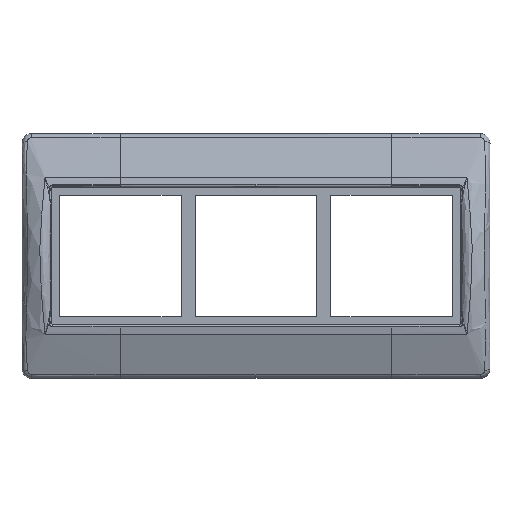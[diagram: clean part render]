
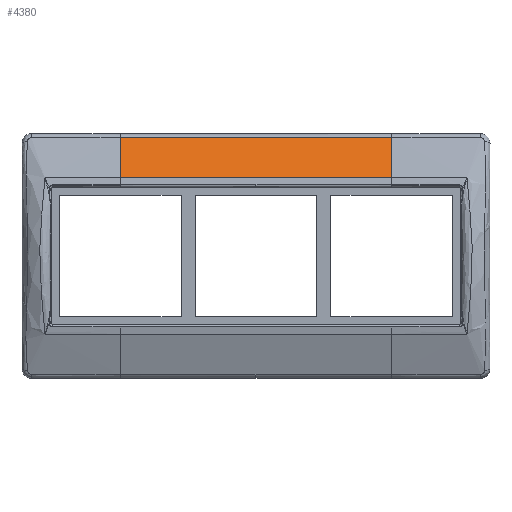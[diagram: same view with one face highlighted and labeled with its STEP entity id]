
A CAD part, top view. The second image highlights one B-rep face of the part: STEP entity #4380.
In plain terms, the highlighted free-form (B-spline) face has degree [5, 1] with [11, 2] control points.
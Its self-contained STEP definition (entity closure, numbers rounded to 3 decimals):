
#173 = CARTESIAN_POINT ( 'NONE',  ( 0., 26.064, 5.396 ) ) ;
#545 = CARTESIAN_POINT ( 'NONE',  ( -90.4, 34.255, 2.74 ) ) ;
#791 = CARTESIAN_POINT ( 'NONE',  ( -90.4, 26.064, 5.396 ) ) ;
#1194 = B_SPLINE_SURFACE_WITH_KNOTS ( 'NONE', 5, 1, ( 
 ( #16920, #16751 ),
 ( #16718, #16683 ),
 ( #16660, #16657 ),
 ( #16636, #16631 ),
 ( #16580, #16546 ),
 ( #16520, #16494 ),
 ( #16490, #16469 ),
 ( #16462, #16406 ),
 ( #16368, #16343 ),
 ( #16316, #16290 ),
 ( #16259, #16238 ) ),
 .UNSPECIFIED., .F., .F., .F.,
 ( 6, 5, 6 ),
 ( 2, 2 ),
 ( 0.001, 20.084, 20.084 ),
 ( 0., 1. ),
 .UNSPECIFIED. ) ;
#2129 = CARTESIAN_POINT ( 'NONE',  ( 0., 26.064, 5.396 ) ) ;
#2522 = CARTESIAN_POINT ( 'NONE',  ( -90.4, 28.828, 4.614 ) ) ;
#3636 = ORIENTED_EDGE ( 'NONE', *, *, #12088, .T. ) ;
#4106 = CARTESIAN_POINT ( 'NONE',  ( 0., 28.828, 4.614 ) ) ;
#4380 = ADVANCED_FACE ( 'NONE', ( #12645 ), #1194, .T. ) ;
#4488 = CARTESIAN_POINT ( 'NONE',  ( -90.4, 26.064, 5.396 ) ) ;
#5930 = LINE ( 'NONE', #12023, #9536 ) ;
#6122 = CARTESIAN_POINT ( 'NONE',  ( 0., 34.255, 2.74 ) ) ;
#6313 = EDGE_CURVE ( 'NONE', #18126, #11534, #5930, .T. ) ;
#6493 = CARTESIAN_POINT ( 'NONE',  ( -90.4, 26.064, 5.396 ) ) ;
#8044 = CARTESIAN_POINT ( 'NONE',  ( 0., 39.509, 0.46 ) ) ;
#8338 = DIRECTION ( 'NONE',  ( -1., 0., 0. ) ) ;
#8410 = CARTESIAN_POINT ( 'NONE',  ( -90.4, 26.064, 5.396 ) ) ;
#9536 = VECTOR ( 'NONE', #8338, 1000. ) ;
#10258 = CARTESIAN_POINT ( 'NONE',  ( 0., 26.064, 5.396 ) ) ;
#10322 = EDGE_LOOP ( 'NONE', ( #18434, #3636, #17276, #11114 ) ) ;
#11114 = ORIENTED_EDGE ( 'NONE', *, *, #11150, .T. ) ;
#11150 = EDGE_CURVE ( 'NONE', #14551, #18126, #20243, .T. ) ;
#11534 = VERTEX_POINT ( 'NONE', #22294 ) ;
#12023 = CARTESIAN_POINT ( 'NONE',  ( 0., 39.509, 0.46 ) ) ;
#12088 = EDGE_CURVE ( 'NONE', #11534, #20467, #17527, .T. ) ;
#12645 = FACE_OUTER_BOUND ( 'NONE', #10322, .T. ) ;
#13794 = CARTESIAN_POINT ( 'NONE',  ( 0., 26.064, 5.396 ) ) ;
#13919 = CARTESIAN_POINT ( 'NONE',  ( 0., 39.509, 0.46 ) ) ;
#14164 = CARTESIAN_POINT ( 'NONE',  ( -90.4, 31.56, 3.729 ) ) ;
#14551 = VERTEX_POINT ( 'NONE', #24990 ) ;
#15682 = CARTESIAN_POINT ( 'NONE',  ( 0., 26.064, 5.396 ) ) ;
#15769 = CARTESIAN_POINT ( 'NONE',  ( 0., 26.064, 5.396 ) ) ;
#16077 = CARTESIAN_POINT ( 'NONE',  ( -90.4, 36.906, 1.649 ) ) ;
#16161 = CARTESIAN_POINT ( 'NONE',  ( -90.4, 26.064, 5.396 ) ) ;
#16238 = CARTESIAN_POINT ( 'NONE',  ( 0., 26.064, 5.396 ) ) ;
#16259 = CARTESIAN_POINT ( 'NONE',  ( -90.4, 26.064, 5.396 ) ) ;
#16290 = CARTESIAN_POINT ( 'NONE',  ( 0., 26.064, 5.396 ) ) ;
#16316 = CARTESIAN_POINT ( 'NONE',  ( -90.4, 26.064, 5.396 ) ) ;
#16343 = CARTESIAN_POINT ( 'NONE',  ( 0., 26.064, 5.396 ) ) ;
#16368 = CARTESIAN_POINT ( 'NONE',  ( -90.4, 26.064, 5.396 ) ) ;
#16406 = CARTESIAN_POINT ( 'NONE',  ( 0., 26.064, 5.396 ) ) ;
#16462 = CARTESIAN_POINT ( 'NONE',  ( -90.4, 26.064, 5.396 ) ) ;
#16469 = CARTESIAN_POINT ( 'NONE',  ( 0., 26.064, 5.396 ) ) ;
#16490 = CARTESIAN_POINT ( 'NONE',  ( -90.4, 26.064, 5.396 ) ) ;
#16494 = CARTESIAN_POINT ( 'NONE',  ( 0., 26.064, 5.396 ) ) ;
#16520 = CARTESIAN_POINT ( 'NONE',  ( -90.4, 26.064, 5.396 ) ) ;
#16546 = CARTESIAN_POINT ( 'NONE',  ( 0., 28.828, 4.614 ) ) ;
#16580 = CARTESIAN_POINT ( 'NONE',  ( -90.4, 28.828, 4.614 ) ) ;
#16631 = CARTESIAN_POINT ( 'NONE',  ( 0., 31.56, 3.729 ) ) ;
#16636 = CARTESIAN_POINT ( 'NONE',  ( -90.4, 31.56, 3.729 ) ) ;
#16657 = CARTESIAN_POINT ( 'NONE',  ( 0., 34.255, 2.74 ) ) ;
#16660 = CARTESIAN_POINT ( 'NONE',  ( -90.4, 34.255, 2.74 ) ) ;
#16683 = CARTESIAN_POINT ( 'NONE',  ( 0., 36.906, 1.649 ) ) ;
#16718 = CARTESIAN_POINT ( 'NONE',  ( -90.4, 36.906, 1.649 ) ) ;
#16751 = CARTESIAN_POINT ( 'NONE',  ( 0., 39.509, 0.46 ) ) ;
#16920 = CARTESIAN_POINT ( 'NONE',  ( -90.4, 39.509, 0.46 ) ) ;
#17276 = ORIENTED_EDGE ( 'NONE', *, *, #22118, .T. ) ;
#17527 = B_SPLINE_CURVE_WITH_KNOTS ( 'NONE', 5,
 ( #18050, #16077, #545, #14164, #2522, #16161, #4488, #18132, #6493, #20037, #8410 ),
 .UNSPECIFIED., .F., .F.,
 ( 6, 5, 6 ),
 ( 0., 1., 1. ),
 .UNSPECIFIED. ) ;
#17608 = B_SPLINE_CURVE_WITH_KNOTS ( 'NONE', 1,
 ( #23776, #10258 ),
 .UNSPECIFIED., .F., .F.,
 ( 2, 2 ),
 ( 0., 1. ),
 .UNSPECIFIED. ) ;
#17757 = CARTESIAN_POINT ( 'NONE',  ( 0., 31.56, 3.729 ) ) ;
#18050 = CARTESIAN_POINT ( 'NONE',  ( -90.4, 39.509, 0.46 ) ) ;
#18126 = VERTEX_POINT ( 'NONE', #13919 ) ;
#18132 = CARTESIAN_POINT ( 'NONE',  ( -90.4, 26.064, 5.396 ) ) ;
#18434 = ORIENTED_EDGE ( 'NONE', *, *, #6313, .T. ) ;
#19673 = CARTESIAN_POINT ( 'NONE',  ( 0., 36.906, 1.649 ) ) ;
#20037 = CARTESIAN_POINT ( 'NONE',  ( -90.4, 26.064, 5.396 ) ) ;
#20243 = B_SPLINE_CURVE_WITH_KNOTS ( 'NONE', 5,
 ( #21476, #15682, #173, #13794, #2129, #15769, #4106, #17757, #6122, #19673, #8044 ),
 .UNSPECIFIED., .F., .F.,
 ( 6, 5, 6 ),
 ( 0., 0., 1. ),
 .UNSPECIFIED. ) ;
#20467 = VERTEX_POINT ( 'NONE', #791 ) ;
#21476 = CARTESIAN_POINT ( 'NONE',  ( 0., 26.064, 5.396 ) ) ;
#22118 = EDGE_CURVE ( 'NONE', #20467, #14551, #17608, .T. ) ;
#22294 = CARTESIAN_POINT ( 'NONE',  ( -90.4, 39.509, 0.46 ) ) ;
#23776 = CARTESIAN_POINT ( 'NONE',  ( -90.4, 26.064, 5.396 ) ) ;
#24990 = CARTESIAN_POINT ( 'NONE',  ( 0., 26.064, 5.396 ) ) ;
